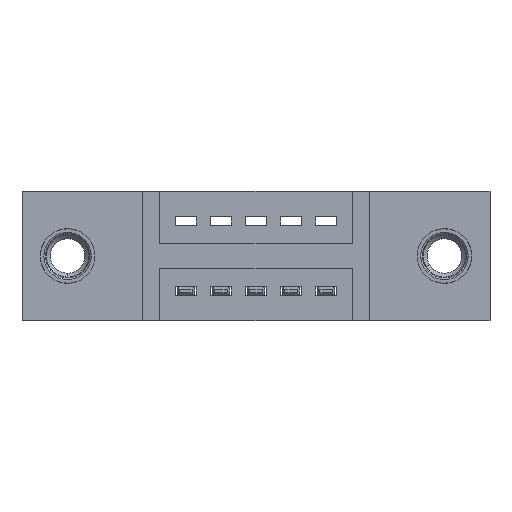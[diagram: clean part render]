
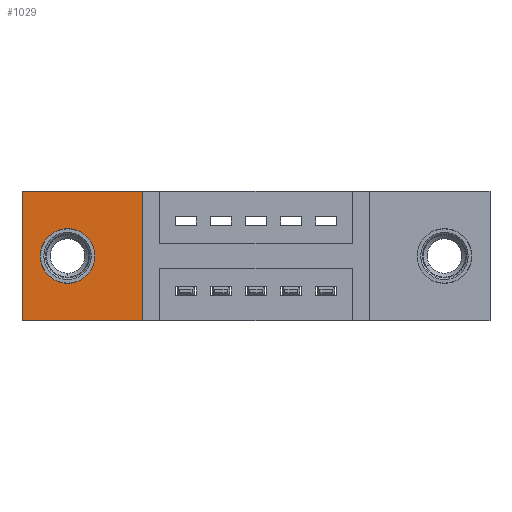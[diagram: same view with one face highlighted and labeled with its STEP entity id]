
A CAD part, front view. The second image highlights one B-rep face of the part: STEP entity #1029.
In plain terms, the highlighted planar face has unit normal (0, -1, 0).
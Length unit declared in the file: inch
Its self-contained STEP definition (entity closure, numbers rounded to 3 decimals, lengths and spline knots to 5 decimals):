
#158 = DIRECTION ( 'NONE',  ( 0., 0., -1. ) ) ;
#397 = ORIENTED_EDGE ( 'NONE', *, *, #9845, .F. ) ;
#862 = EDGE_CURVE ( 'NONE', #6698, #5314, #1519, .T. ) ;
#923 = LINE ( 'NONE', #9857, #1532 ) ;
#972 = CARTESIAN_POINT ( 'NONE',  ( 0.3425, 0.17, -0.37 ) ) ;
#1029 = ADVANCED_FACE ( 'NONE', ( #3428, #5215 ), #1191, .T. ) ;
#1062 = CARTESIAN_POINT ( 'NONE',  ( 0.3425, 0.17, 0. ) ) ;
#1089 = DIRECTION ( 'NONE',  ( 0., 0., -1. ) ) ;
#1163 = CARTESIAN_POINT ( 'NONE',  ( 0., 0.17, 0. ) ) ;
#1191 = PLANE ( 'NONE',  #5087 ) ;
#1309 = LINE ( 'NONE', #2363, #3456 ) ;
#1519 = LINE ( 'NONE', #7478, #1638 ) ;
#1532 = VECTOR ( 'NONE', #2043, 39.37008 ) ;
#1638 = VECTOR ( 'NONE', #8540, 39.37008 ) ;
#1719 = DIRECTION ( 'NONE',  ( 0., -1., 0. ) ) ;
#2043 = DIRECTION ( 'NONE',  ( 0., 0., 1. ) ) ;
#2203 = CARTESIAN_POINT ( 'NONE',  ( 0.13, 0.17, -0.107 ) ) ;
#2363 = CARTESIAN_POINT ( 'NONE',  ( 0., 0.17, 0. ) ) ;
#2650 = ORIENTED_EDGE ( 'NONE', *, *, #862, .T. ) ;
#2741 = DIRECTION ( 'NONE',  ( 0., -1., 0. ) ) ;
#2774 = CARTESIAN_POINT ( 'NONE',  ( 0.13, 0.17, -0.185 ) ) ;
#3428 = FACE_BOUND ( 'NONE', #3922, .T. ) ;
#3456 = VECTOR ( 'NONE', #4569, 39.37008 ) ;
#3493 = CIRCLE ( 'NONE', #5434, 0.078 ) ;
#3673 = EDGE_CURVE ( 'NONE', #5314, #9815, #8858, .T. ) ;
#3922 = EDGE_LOOP ( 'NONE', ( #8502, #397 ) ) ;
#4103 = CIRCLE ( 'NONE', #6733, 0.078 ) ;
#4353 = CARTESIAN_POINT ( 'NONE',  ( 0., 0.17, -0.37 ) ) ;
#4540 = CARTESIAN_POINT ( 'NONE',  ( 0.13, 0.17, -0.185 ) ) ;
#4543 = VERTEX_POINT ( 'NONE', #5208 ) ;
#4569 = DIRECTION ( 'NONE',  ( -1., 0., 0. ) ) ;
#5087 = AXIS2_PLACEMENT_3D ( 'NONE', #9585, #6462, #1089 ) ;
#5208 = CARTESIAN_POINT ( 'NONE',  ( 0.13, 0.17, -0.263 ) ) ;
#5215 = FACE_OUTER_BOUND ( 'NONE', #8013, .T. ) ;
#5314 = VERTEX_POINT ( 'NONE', #9423 ) ;
#5344 = ORIENTED_EDGE ( 'NONE', *, *, #6190, .T. ) ;
#5434 = AXIS2_PLACEMENT_3D ( 'NONE', #4540, #1719, #158 ) ;
#5959 = ORIENTED_EDGE ( 'NONE', *, *, #3673, .T. ) ;
#6190 = EDGE_CURVE ( 'NONE', #7759, #6698, #1309, .T. ) ;
#6428 = ORIENTED_EDGE ( 'NONE', *, *, #6869, .T. ) ;
#6462 = DIRECTION ( 'NONE',  ( 0., -1., 0. ) ) ;
#6698 = VERTEX_POINT ( 'NONE', #1163 ) ;
#6733 = AXIS2_PLACEMENT_3D ( 'NONE', #2774, #2741, #8116 ) ;
#6869 = EDGE_CURVE ( 'NONE', #9815, #7759, #923, .T. ) ;
#7478 = CARTESIAN_POINT ( 'NONE',  ( 0., 0.17, 0. ) ) ;
#7759 = VERTEX_POINT ( 'NONE', #1062 ) ;
#7892 = VECTOR ( 'NONE', #8173, 39.37008 ) ;
#8013 = EDGE_LOOP ( 'NONE', ( #2650, #5959, #6428, #5344 ) ) ;
#8116 = DIRECTION ( 'NONE',  ( 0., 0., -1. ) ) ;
#8173 = DIRECTION ( 'NONE',  ( 1., 0., 0. ) ) ;
#8502 = ORIENTED_EDGE ( 'NONE', *, *, #9173, .F. ) ;
#8540 = DIRECTION ( 'NONE',  ( 0., 0., -1. ) ) ;
#8858 = LINE ( 'NONE', #4353, #7892 ) ;
#9173 = EDGE_CURVE ( 'NONE', #9675, #4543, #4103, .T. ) ;
#9423 = CARTESIAN_POINT ( 'NONE',  ( 0., 0.17, -0.37 ) ) ;
#9585 = CARTESIAN_POINT ( 'NONE',  ( 0., 0.17, -0.37 ) ) ;
#9675 = VERTEX_POINT ( 'NONE', #2203 ) ;
#9815 = VERTEX_POINT ( 'NONE', #972 ) ;
#9845 = EDGE_CURVE ( 'NONE', #4543, #9675, #3493, .T. ) ;
#9857 = CARTESIAN_POINT ( 'NONE',  ( 0.3425, 0.17, 0. ) ) ;
